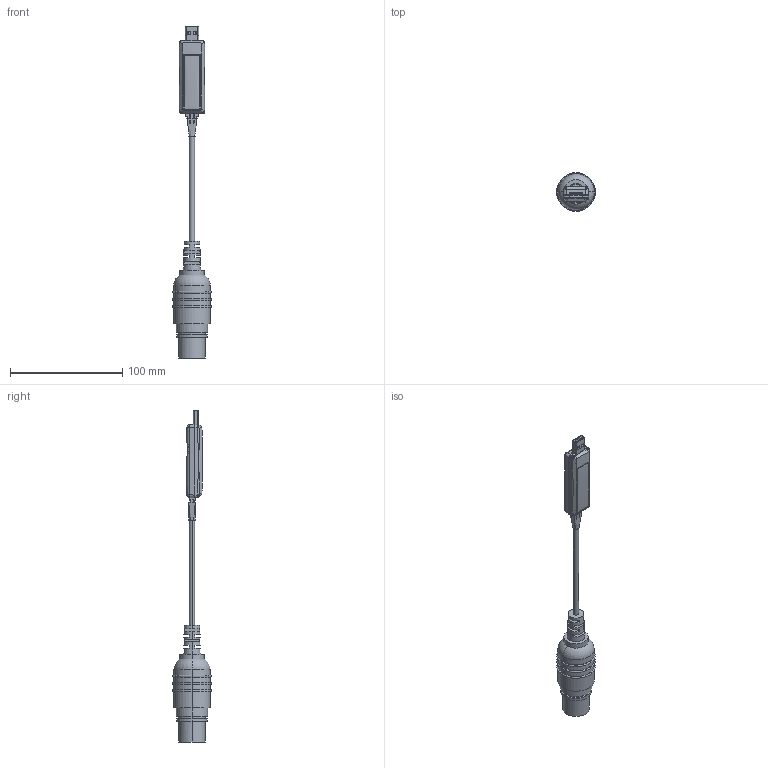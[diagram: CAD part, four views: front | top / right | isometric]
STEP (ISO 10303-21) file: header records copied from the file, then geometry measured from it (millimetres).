
FILE_DESCRIPTION (( 'STEP AP203' ), '1' );
FILE_NAME ('09912-001.STEP', '2019-03-28T17:02:09', ( '' ), ( '' ), 'SwSTEP 2.0', 'SolidWorks 2017', '' );
FILE_SCHEMA (( 'CONFIG_CONTROL_DESIGN' ));
Length unit declared in the file: inch
Products named in the file (9): 3 pin USB; 60031-101 3-D model; 260906_ALLTEC_BASE; 260906_ALLTEC_COVER; C-0102241-01-3; 260906_ALLTEC_PCB; 31424-001; USB-CONNECTOR; 09912-001
Assembly tree (9 placements, depth 3):
  09912-001
    60031-101 3-D model
      260906_ALLTEC_BASE
      260906_ALLTEC_COVER
      260906_ALLTEC_PCB  x2
      USB-CONNECTOR
      3 pin USB
    C-0102241-01-3
    31424-001
Bounding box: 34.54 x 34.54 x 295.2 mm (x, y, z)
Volume: 64503.7 mm3; surface area: 34478.8 mm2
Topology: 9 solids, 9 shells, 902 faces, 2379 edges, 1542 vertices
Faces by surface type: plane 505, cylinder 238, bspline 97, cone 38, torus 24
Entity records: 37187 total; most frequent: CARTESIAN_POINT 15057, ORIENTED_EDGE 4614, DIRECTION 4110, EDGE_CURVE 2307, VERTEX_POINT 1502, LINE 1386, VECTOR 1386, AXIS2_PLACEMENT_3D 1362
